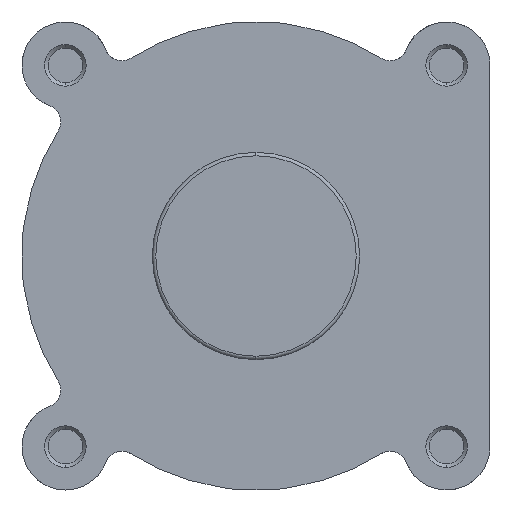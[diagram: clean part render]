
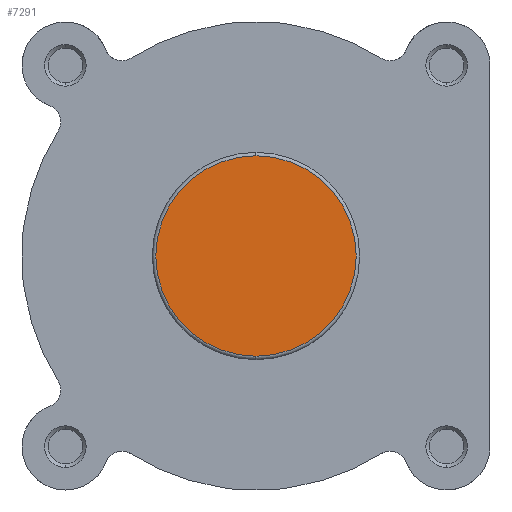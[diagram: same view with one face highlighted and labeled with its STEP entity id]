
A CAD part, left-side view. The second image highlights one B-rep face of the part: STEP entity #7291.
In plain terms, the highlighted planar face has unit normal (-1, 0, 0).
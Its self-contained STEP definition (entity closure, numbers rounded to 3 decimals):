
#243 = AXIS2_PLACEMENT_3D ( 'NONE', #3665, #3668, #3669 ) ;
#925 = CIRCLE ( 'NONE', #6709, 28.9 ) ;
#1088 = CIRCLE ( 'NONE', #6770, 28.9 ) ;
#1584 = CARTESIAN_POINT ( 'NONE',  ( 0., 0., 28.9 ) ) ;
#1780 = CARTESIAN_POINT ( 'NONE',  ( 0., 0., -28.9 ) ) ;
#2103 = CARTESIAN_POINT ( 'NONE',  ( 0., 0., 0. ) ) ;
#2104 = DIRECTION ( 'NONE',  ( -1., 0., 0. ) ) ;
#2105 = DIRECTION ( 'NONE',  ( 0., 0., -1. ) ) ;
#2387 = CARTESIAN_POINT ( 'NONE',  ( 0., 0., 0. ) ) ;
#2388 = DIRECTION ( 'NONE',  ( -1., 0., 0. ) ) ;
#2389 = DIRECTION ( 'NONE',  ( 0., 0., -1. ) ) ;
#3665 = CARTESIAN_POINT ( 'NONE',  ( 0., 29.9, 0. ) ) ;
#3666 = PLANE ( 'NONE',  #243 ) ;
#3668 = DIRECTION ( 'NONE',  ( 1., 0., 0. ) ) ;
#3669 = DIRECTION ( 'NONE',  ( 0., 0., -1. ) ) ;
#4210 = FACE_OUTER_BOUND ( 'NONE', #4321, .T. ) ;
#4321 = EDGE_LOOP ( 'NONE', ( #4856, #4855 ) ) ;
#4855 = ORIENTED_EDGE ( 'NONE', *, *, #6122, .T. ) ;
#4856 = ORIENTED_EDGE ( 'NONE', *, *, #6010, .T. ) ;
#5095 = VERTEX_POINT ( 'NONE', #1584 ) ;
#5292 = VERTEX_POINT ( 'NONE', #1780 ) ;
#6010 = EDGE_CURVE ( 'NONE', #5292, #5095, #925, .T. ) ;
#6122 = EDGE_CURVE ( 'NONE', #5095, #5292, #1088, .T. ) ;
#6709 = AXIS2_PLACEMENT_3D ( 'NONE', #2103, #2104, #2105 ) ;
#6770 = AXIS2_PLACEMENT_3D ( 'NONE', #2387, #2388, #2389 ) ;
#7291 = ADVANCED_FACE ( 'NONE', ( #4210 ), #3666, .F. ) ;
